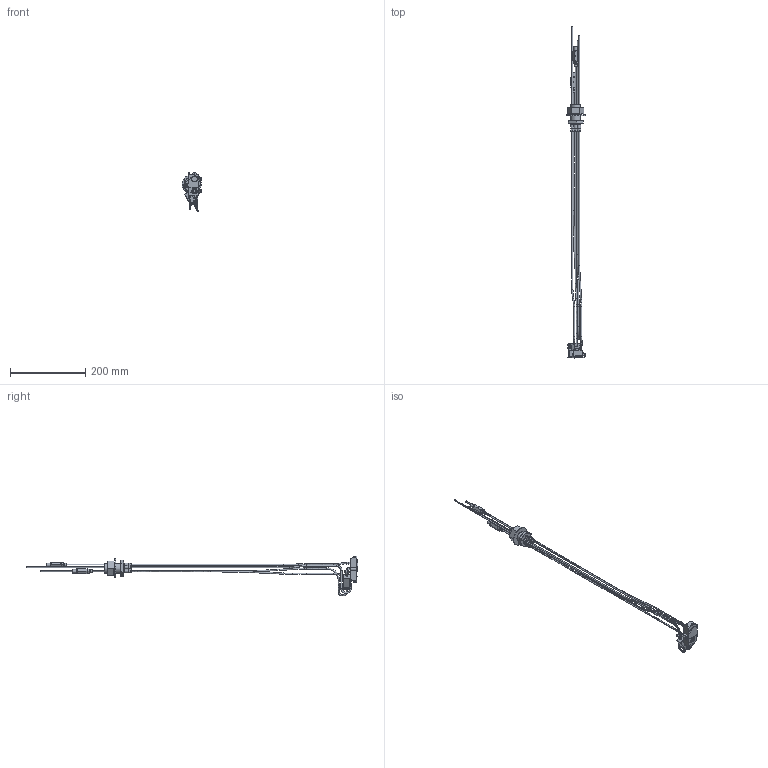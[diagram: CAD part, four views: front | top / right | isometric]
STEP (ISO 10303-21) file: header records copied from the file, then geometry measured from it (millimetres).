
FILE_DESCRIPTION(/* description */ (''),/* implementation_level */ '2;1');
FILE_NAME(/* name */ 'CDD-BF38-O_A_1-COOL DRAWER SENSER RA OUTLINE MODEL.stp',/* time_stamp */ '2022-12-06T11:05:08-05:00',/* author */ (''),/* organization */ (''),/* preprocessor_version */ 'ST-DEVELOPER v16.7',/* originating_system */ 'SIEMENS PLM Software NX 12.0',/* authorisation */ '');
FILE_SCHEMA (('AUTOMOTIVE_DESIGN { 1 0 10303 214 3 1 1 1 }'));
Products named in the file (1): CDD-BF38-O_A_1-COOL DRAWER SENSER RA OUTLINE MODEL
Bounding box: 52.45 x 881.79 x 106.17 mm (x, y, z)
Volume: 125311.8 mm3; surface area: 109459 mm2
Topology: 23 solids, 30 shells, 2452 faces, 5662 edges, 3397 vertices
Faces by surface type: plane 1654, cylinder 588, cone 128, torus 29, bspline 21, revolution 14, extrusion 10, sphere 8
Full cylindrical faces by diameter (mm): 1.27 x1, 1.778 x2, 1.816 x1, 1.902 x1, 2.032 x2, 2.08 x1, 2.156 x1, 2.159 x14, 2.184 x1, 2.261 x6, 2.362 x2, 2.845 x9, 3.175 x22, 3.302 x4, 3.404 x5, 3.429 x10, 3.772 x1, 3.835 x2, 3.962 x5, 3.981 x2, 4.191 x3, 4.216 x1, 4.293 x1, 4.369 x1, 4.42 x1, 4.445 x4, 4.648 x1, 4.699 x5, 4.801 x5, 5.08 x2
Entity records: 70860 total; most frequent: CARTESIAN_POINT 15536, DIRECTION 11731, ORIENTED_EDGE 10558, EDGE_CURVE 5279, AXIS2_PLACEMENT_3D 4323, VERTEX_POINT 3318, VECTOR 3071, LINE 3061
